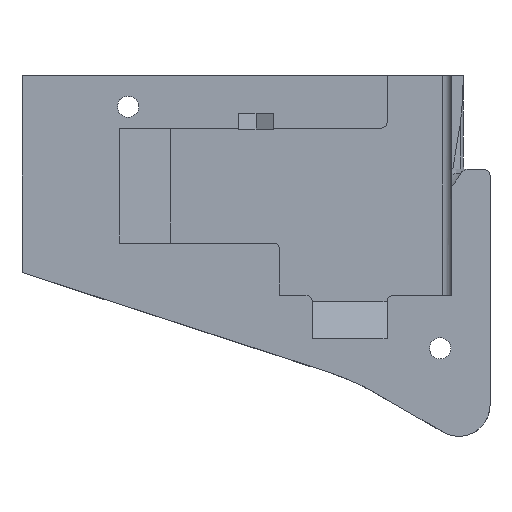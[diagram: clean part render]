
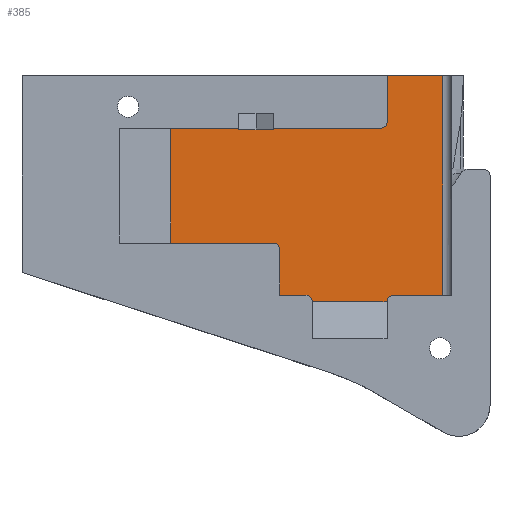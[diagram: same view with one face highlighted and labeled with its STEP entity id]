
A CAD part, top view. The second image highlights one B-rep face of the part: STEP entity #385.
In plain terms, the highlighted planar face has unit normal (0, 0, 1).
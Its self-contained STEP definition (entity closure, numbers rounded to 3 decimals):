
#7 = VERTEX_POINT ( 'NONE', #1204 ) ;
#12 = CARTESIAN_POINT ( 'NONE',  ( -2.8, 75., -16.2 ) ) ;
#15 = ORIENTED_EDGE ( 'NONE', *, *, #1568, .T. ) ;
#35 = DIRECTION ( 'NONE',  ( 1., 0., 0. ) ) ;
#79 = VECTOR ( 'NONE', #1321, 1000. ) ;
#101 = CARTESIAN_POINT ( 'NONE',  ( 22., 47.5, -16.2 ) ) ;
#138 = DIRECTION ( 'NONE',  ( 0., 1., 0. ) ) ;
#244 = VECTOR ( 'NONE', #292, 1000. ) ;
#252 = CARTESIAN_POINT ( 'NONE',  ( 3.8, 56.862, -16.2 ) ) ;
#292 = DIRECTION ( 'NONE',  ( 0., -1., 0. ) ) ;
#309 = LINE ( 'NONE', #1114, #1860 ) ;
#313 = VERTEX_POINT ( 'NONE', #1586 ) ;
#332 = ORIENTED_EDGE ( 'NONE', *, *, #575, .F. ) ;
#355 = DIRECTION ( 'NONE',  ( -1., 0., 0. ) ) ;
#367 = EDGE_CURVE ( 'NONE', #2563, #2329, #2469, .T. ) ;
#385 = ADVANCED_FACE ( 'NONE', ( #2499 ), #1283, .T. ) ;
#406 = EDGE_CURVE ( 'NONE', #1323, #2336, #1163, .T. ) ;
#409 = CARTESIAN_POINT ( 'NONE',  ( 2.8, 55.862, -16.2 ) ) ;
#453 = CIRCLE ( 'NONE', #1857, 1. ) ;
#469 = VERTEX_POINT ( 'NONE', #577 ) ;
#480 = LINE ( 'NONE', #1119, #1786 ) ;
#498 = CARTESIAN_POINT ( 'NONE',  ( 29.9, 0., -16.2 ) ) ;
#514 = VERTEX_POINT ( 'NONE', #2399 ) ;
#525 = VERTEX_POINT ( 'NONE', #1838 ) ;
#532 = CARTESIAN_POINT ( 'NONE',  ( -2.8, 75., -16.2 ) ) ;
#538 = DIRECTION ( 'NONE',  ( 0., 0., 1. ) ) ;
#575 = EDGE_CURVE ( 'NONE', #1293, #7, #677, .T. ) ;
#577 = CARTESIAN_POINT ( 'NONE',  ( 2.8, 75.262, -16.2 ) ) ;
#579 = VERTEX_POINT ( 'NONE', #866 ) ;
#597 = ORIENTED_EDGE ( 'NONE', *, *, #1555, .F. ) ;
#613 = VERTEX_POINT ( 'NONE', #828 ) ;
#617 = CARTESIAN_POINT ( 'NONE',  ( 21., 75.262, -16.2 ) ) ;
#627 = VECTOR ( 'NONE', #1988, 1000. ) ;
#655 = DIRECTION ( 'NONE',  ( 1., 0., 0. ) ) ;
#671 = LINE ( 'NONE', #1101, #2501 ) ;
#677 = LINE ( 'NONE', #1694, #2410 ) ;
#693 = ORIENTED_EDGE ( 'NONE', *, *, #1087, .T. ) ;
#720 = CARTESIAN_POINT ( 'NONE',  ( 21., 83.9, -16.2 ) ) ;
#722 = DIRECTION ( 'NONE',  ( 1., 0., 0. ) ) ;
#758 = DIRECTION ( 'NONE',  ( 1., 0., 0. ) ) ;
#765 = ORIENTED_EDGE ( 'NONE', *, *, #1643, .T. ) ;
#772 = CARTESIAN_POINT ( 'NONE',  ( 3.8, 48.5, -16.2 ) ) ;
#802 = AXIS2_PLACEMENT_3D ( 'NONE', #2153, #2576, #1563 ) ;
#828 = CARTESIAN_POINT ( 'NONE',  ( 29.9, 48.5, -16.2 ) ) ;
#866 = CARTESIAN_POINT ( 'NONE',  ( 21., 83.7, -16.2 ) ) ;
#888 = DIRECTION ( 'NONE',  ( 0., 1., 0. ) ) ;
#903 = DIRECTION ( 'NONE',  ( -1., 0., 0. ) ) ;
#909 = CARTESIAN_POINT ( 'NONE',  ( -13.7, 56.862, -16.2 ) ) ;
#918 = ORIENTED_EDGE ( 'NONE', *, *, #1385, .T. ) ;
#923 = AXIS2_PLACEMENT_3D ( 'NONE', #1567, #538, #655 ) ;
#962 = CARTESIAN_POINT ( 'NONE',  ( -2.8, 75.262, -16.2 ) ) ;
#982 = VERTEX_POINT ( 'NONE', #2545 ) ;
#1000 = ORIENTED_EDGE ( 'NONE', *, *, #1217, .T. ) ;
#1020 = ORIENTED_EDGE ( 'NONE', *, *, #2424, .T. ) ;
#1022 = CARTESIAN_POINT ( 'NONE',  ( 8., 47.5, -16.2 ) ) ;
#1027 = EDGE_CURVE ( 'NONE', #1293, #2506, #2354, .T. ) ;
#1048 = VECTOR ( 'NONE', #1648, 1000. ) ;
#1058 = CARTESIAN_POINT ( 'NONE',  ( -13.7, 75.262, -16.2 ) ) ;
#1079 = VERTEX_POINT ( 'NONE', #1801 ) ;
#1080 = LINE ( 'NONE', #498, #1438 ) ;
#1087 = EDGE_CURVE ( 'NONE', #2329, #2217, #2003, .T. ) ;
#1101 = CARTESIAN_POINT ( 'NONE',  ( 3.8, 48.5, -16.2 ) ) ;
#1110 = ORIENTED_EDGE ( 'NONE', *, *, #2114, .T. ) ;
#1114 = CARTESIAN_POINT ( 'NONE',  ( 21., 75.262, -16.2 ) ) ;
#1119 = CARTESIAN_POINT ( 'NONE',  ( 0., 83.7, -16.2 ) ) ;
#1163 = LINE ( 'NONE', #2156, #244 ) ;
#1177 = ORIENTED_EDGE ( 'NONE', *, *, #2327, .T. ) ;
#1190 = EDGE_CURVE ( 'NONE', #2217, #514, #453, .T. ) ;
#1204 = CARTESIAN_POINT ( 'NONE',  ( 2.8, 75., -16.2 ) ) ;
#1217 = EDGE_CURVE ( 'NONE', #525, #469, #2076, .T. ) ;
#1283 = PLANE ( 'NONE',  #923 ) ;
#1293 = VERTEX_POINT ( 'NONE', #12 ) ;
#1321 = DIRECTION ( 'NONE',  ( 0., -1., 0. ) ) ;
#1322 = DIRECTION ( 'NONE',  ( 0., 0., -1. ) ) ;
#1323 = VERTEX_POINT ( 'NONE', #1058 ) ;
#1332 = CARTESIAN_POINT ( 'NONE',  ( 2.8, 75., -16.2 ) ) ;
#1373 = CARTESIAN_POINT ( 'NONE',  ( 9., 47.5, -16.2 ) ) ;
#1385 = EDGE_CURVE ( 'NONE', #2506, #1323, #309, .T. ) ;
#1391 = VECTOR ( 'NONE', #1673, 1000. ) ;
#1434 = EDGE_CURVE ( 'NONE', #1702, #613, #671, .T. ) ;
#1438 = VECTOR ( 'NONE', #888, 1000. ) ;
#1497 = LINE ( 'NONE', #720, #79 ) ;
#1538 = LINE ( 'NONE', #1332, #2066 ) ;
#1539 = EDGE_CURVE ( 'NONE', #579, #313, #1497, .T. ) ;
#1555 = EDGE_CURVE ( 'NONE', #579, #982, #480, .T. ) ;
#1563 = DIRECTION ( 'NONE',  ( 1., 0., 0. ) ) ;
#1567 = CARTESIAN_POINT ( 'NONE',  ( 0., 0., -16.2 ) ) ;
#1568 = EDGE_CURVE ( 'NONE', #469, #7, #1538, .T. ) ;
#1573 = AXIS2_PLACEMENT_3D ( 'NONE', #409, #2346, #722 ) ;
#1586 = CARTESIAN_POINT ( 'NONE',  ( 21., 76.262, -16.2 ) ) ;
#1602 = EDGE_CURVE ( 'NONE', #1079, #514, #2384, .T. ) ;
#1606 = EDGE_LOOP ( 'NONE', ( #693, #2234, #1751, #1177, #2055, #1110, #597, #2306, #765, #1000, #15, #332, #1758, #918, #2436, #2039, #1020, #2411 ) ) ;
#1607 = VECTOR ( 'NONE', #138, 1000. ) ;
#1631 = CARTESIAN_POINT ( 'NONE',  ( 2.8, 56.862, -16.2 ) ) ;
#1643 = EDGE_CURVE ( 'NONE', #313, #525, #1819, .T. ) ;
#1648 = DIRECTION ( 'NONE',  ( -1., 0., 0. ) ) ;
#1673 = DIRECTION ( 'NONE',  ( 0., -1., 0. ) ) ;
#1694 = CARTESIAN_POINT ( 'NONE',  ( 0., 75., -16.2 ) ) ;
#1702 = VERTEX_POINT ( 'NONE', #2296 ) ;
#1725 = CARTESIAN_POINT ( 'NONE',  ( 3.8, 48.5, -16.2 ) ) ;
#1751 = ORIENTED_EDGE ( 'NONE', *, *, #1602, .F. ) ;
#1758 = ORIENTED_EDGE ( 'NONE', *, *, #1027, .T. ) ;
#1769 = LINE ( 'NONE', #1805, #627 ) ;
#1786 = VECTOR ( 'NONE', #2302, 1000. ) ;
#1801 = CARTESIAN_POINT ( 'NONE',  ( 21., 47.5, -16.2 ) ) ;
#1805 = CARTESIAN_POINT ( 'NONE',  ( -13.7, 56.862, -16.2 ) ) ;
#1819 = CIRCLE ( 'NONE', #802, 1. ) ;
#1838 = CARTESIAN_POINT ( 'NONE',  ( 20., 75.262, -16.2 ) ) ;
#1855 = DIRECTION ( 'NONE',  ( 0., 0., -1. ) ) ;
#1857 = AXIS2_PLACEMENT_3D ( 'NONE', #1022, #1855, #35 ) ;
#1860 = VECTOR ( 'NONE', #903, 1000. ) ;
#1988 = DIRECTION ( 'NONE',  ( 1., 0., 0. ) ) ;
#2003 = LINE ( 'NONE', #772, #2109 ) ;
#2027 = CARTESIAN_POINT ( 'NONE',  ( 3.8, 55.862, -16.2 ) ) ;
#2039 = ORIENTED_EDGE ( 'NONE', *, *, #2188, .T. ) ;
#2052 = DIRECTION ( 'NONE',  ( 1., 0., 0. ) ) ;
#2054 = CARTESIAN_POINT ( 'NONE',  ( 8., 48.5, -16.2 ) ) ;
#2055 = ORIENTED_EDGE ( 'NONE', *, *, #1434, .T. ) ;
#2066 = VECTOR ( 'NONE', #2139, 1000. ) ;
#2076 = LINE ( 'NONE', #617, #1048 ) ;
#2109 = VECTOR ( 'NONE', #758, 1000. ) ;
#2114 = EDGE_CURVE ( 'NONE', #613, #982, #1080, .T. ) ;
#2115 = AXIS2_PLACEMENT_3D ( 'NONE', #101, #1322, #2317 ) ;
#2139 = DIRECTION ( 'NONE',  ( 0., -1., 0. ) ) ;
#2153 = CARTESIAN_POINT ( 'NONE',  ( 20., 76.262, -16.2 ) ) ;
#2156 = CARTESIAN_POINT ( 'NONE',  ( -13.7, 75.262, -16.2 ) ) ;
#2188 = EDGE_CURVE ( 'NONE', #2336, #2300, #1769, .T. ) ;
#2198 = VECTOR ( 'NONE', #355, 1000. ) ;
#2217 = VERTEX_POINT ( 'NONE', #2054 ) ;
#2234 = ORIENTED_EDGE ( 'NONE', *, *, #1190, .T. ) ;
#2295 = DIRECTION ( 'NONE',  ( 1., 0., 0. ) ) ;
#2296 = CARTESIAN_POINT ( 'NONE',  ( 22., 48.5, -16.2 ) ) ;
#2300 = VERTEX_POINT ( 'NONE', #1631 ) ;
#2302 = DIRECTION ( 'NONE',  ( 1., 0., 0. ) ) ;
#2306 = ORIENTED_EDGE ( 'NONE', *, *, #1539, .T. ) ;
#2317 = DIRECTION ( 'NONE',  ( 1., 0., 0. ) ) ;
#2327 = EDGE_CURVE ( 'NONE', #1079, #1702, #2553, .T. ) ;
#2329 = VERTEX_POINT ( 'NONE', #1725 ) ;
#2336 = VERTEX_POINT ( 'NONE', #909 ) ;
#2346 = DIRECTION ( 'NONE',  ( 0., 0., -1. ) ) ;
#2354 = LINE ( 'NONE', #532, #1607 ) ;
#2384 = LINE ( 'NONE', #1373, #2198 ) ;
#2399 = CARTESIAN_POINT ( 'NONE',  ( 9., 47.5, -16.2 ) ) ;
#2410 = VECTOR ( 'NONE', #2052, 1000. ) ;
#2411 = ORIENTED_EDGE ( 'NONE', *, *, #367, .T. ) ;
#2424 = EDGE_CURVE ( 'NONE', #2300, #2563, #2505, .T. ) ;
#2436 = ORIENTED_EDGE ( 'NONE', *, *, #406, .T. ) ;
#2469 = LINE ( 'NONE', #252, #1391 ) ;
#2499 = FACE_OUTER_BOUND ( 'NONE', #1606, .T. ) ;
#2501 = VECTOR ( 'NONE', #2295, 1000. ) ;
#2505 = CIRCLE ( 'NONE', #1573, 1. ) ;
#2506 = VERTEX_POINT ( 'NONE', #962 ) ;
#2545 = CARTESIAN_POINT ( 'NONE',  ( 29.9, 83.7, -16.2 ) ) ;
#2553 = CIRCLE ( 'NONE', #2115, 1. ) ;
#2563 = VERTEX_POINT ( 'NONE', #2027 ) ;
#2576 = DIRECTION ( 'NONE',  ( 0., 0., -1. ) ) ;
